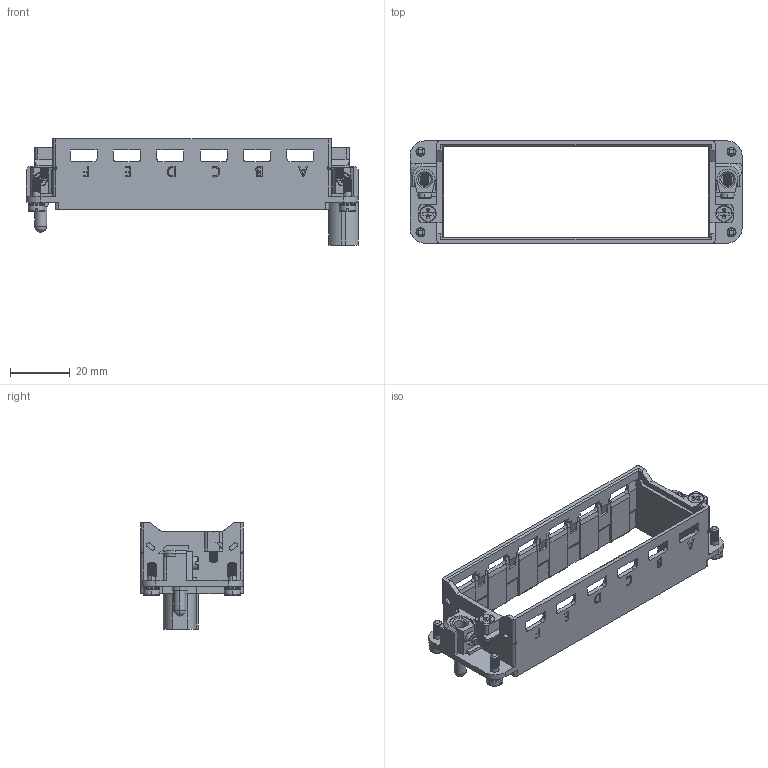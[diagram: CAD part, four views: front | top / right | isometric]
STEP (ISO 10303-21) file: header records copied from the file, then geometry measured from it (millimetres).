
FILE_DESCRIPTION (( 'STEP AP203' ), '1' );
FILE_NAME ('FHDF001-10NA0 HF24B-NUA-REF（渲染）.step', '2026-02-09T01:49:36', ( '' ), ( '' ), 'SwSTEP 2.0', 'SolidWorks 2021', '' );
FILE_SCHEMA (( 'CONFIG_CONTROL_DESIGN' ));
Products named in the file (1): FHDF001-10NA0 HF24B-NUA-REF（渲染）
Bounding box: 111 x 34.2 x 35.5 mm (x, y, z)
Volume: 13326 mm3; surface area: 17657.8 mm2
Topology: 1 solids, 1 shells, 1193 faces, 3294 edges, 2135 vertices
Faces by surface type: plane 656, cylinder 387, torus 58, bspline 48, cone 42, sphere 2
Entity records: 49509 total; most frequent: CARTESIAN_POINT 20437, ORIENTED_EDGE 6582, DIRECTION 5480, EDGE_CURVE 3291, LINE 2178, VECTOR 2178, VERTEX_POINT 2134, AXIS2_PLACEMENT_3D 1651
